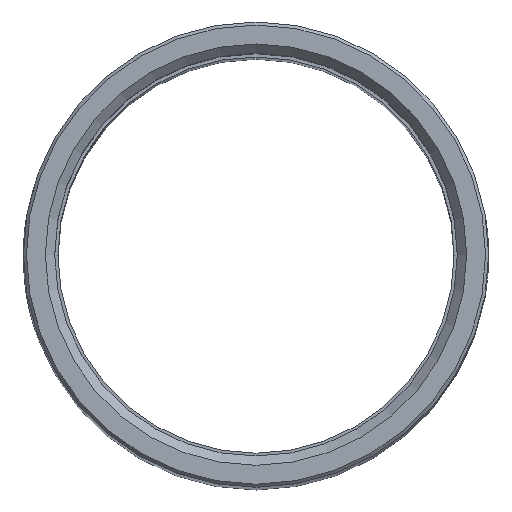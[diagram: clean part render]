
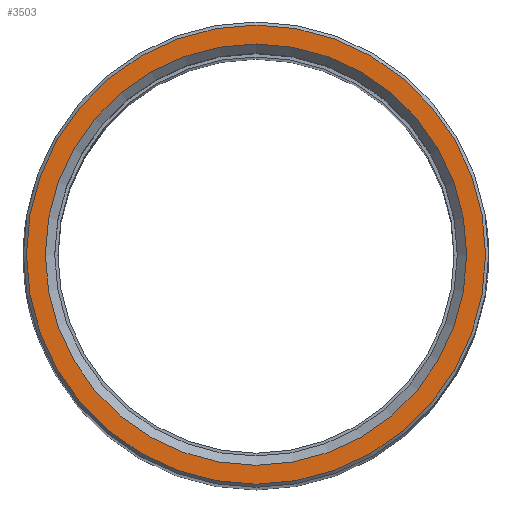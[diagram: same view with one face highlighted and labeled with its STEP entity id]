
A CAD part, top view. The second image highlights one B-rep face of the part: STEP entity #3503.
In plain terms, the highlighted planar face has unit normal (0, 0, 1).
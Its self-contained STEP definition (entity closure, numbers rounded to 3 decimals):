
#65=FACE_BOUND('',#600,.T.);
#220=PLANE('',#3674);
#396=FACE_OUTER_BOUND('',#599,.T.);
#599=EDGE_LOOP('',(#3065));
#600=EDGE_LOOP('',(#3066));
#1294=CIRCLE('',#3671,13.559);
#1297=CIRCLE('',#3675,14.775);
#1620=VERTEX_POINT('',#8628);
#1623=VERTEX_POINT('',#8636);
#2106=EDGE_CURVE('',#1620,#1620,#1294,.T.);
#2110=EDGE_CURVE('',#1623,#1623,#1297,.T.);
#3065=ORIENTED_EDGE('',*,*,#2110,.F.);
#3066=ORIENTED_EDGE('',*,*,#2106,.F.);
#3503=ADVANCED_FACE('',(#396,#65),#220,.F.);
#3671=AXIS2_PLACEMENT_3D('',#8629,#4182,#4183);
#3674=AXIS2_PLACEMENT_3D('',#8635,#4189,#4190);
#3675=AXIS2_PLACEMENT_3D('',#8637,#4191,#4192);
#4182=DIRECTION('center_axis',(0.,0.,1.));
#4183=DIRECTION('ref_axis',(-1.,0.,0.));
#4189=DIRECTION('center_axis',(0.,0.,-1.));
#4190=DIRECTION('ref_axis',(-1.,0.,0.));
#4191=DIRECTION('center_axis',(0.,0.,-1.));
#4192=DIRECTION('ref_axis',(-1.,0.,0.));
#8628=CARTESIAN_POINT('',(13.559,0.,100.));
#8629=CARTESIAN_POINT('Origin',(0.,0.,100.));
#8635=CARTESIAN_POINT('Origin',(0.,0.,100.));
#8636=CARTESIAN_POINT('',(14.775,0.,100.));
#8637=CARTESIAN_POINT('Origin',(0.,0.,100.));
